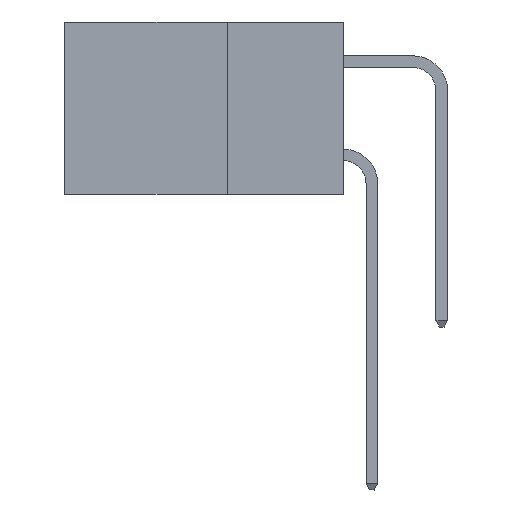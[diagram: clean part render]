
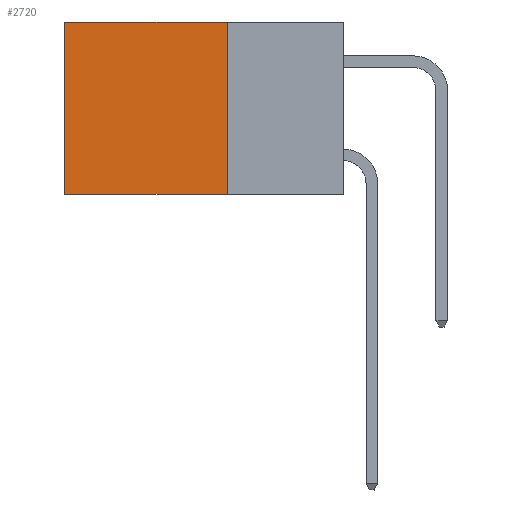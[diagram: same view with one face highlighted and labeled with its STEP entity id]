
A CAD part, left-side view. The second image highlights one B-rep face of the part: STEP entity #2720.
In plain terms, the highlighted planar face has unit normal (-1, 0, 0).
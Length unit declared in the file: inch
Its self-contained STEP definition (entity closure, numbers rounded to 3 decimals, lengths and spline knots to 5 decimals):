
#176 = ORIENTED_EDGE ( 'NONE', *, *, #2310, .T. ) ;
#1610 = EDGE_CURVE ( 'NONE', #11616, #19983, #17472, .T. ) ;
#2310 = EDGE_CURVE ( 'NONE', #14363, #4544, #3621, .T. ) ;
#2320 = DIRECTION ( 'NONE',  ( 0., 0., -1. ) ) ;
#2720 = ADVANCED_FACE ( 'NONE', ( #18261 ), #5776, .F. ) ;
#3621 = LINE ( 'NONE', #18117, #8033 ) ;
#4544 = VERTEX_POINT ( 'NONE', #10551 ) ;
#5412 = CARTESIAN_POINT ( 'NONE',  ( 0.2615, 0.25, 0. ) ) ;
#5470 = DIRECTION ( 'NONE',  ( 0., 0., -1. ) ) ;
#5504 = DIRECTION ( 'NONE',  ( 1., 0., 0. ) ) ;
#5776 = PLANE ( 'NONE',  #17072 ) ;
#6477 = ORIENTED_EDGE ( 'NONE', *, *, #1610, .F. ) ;
#6556 = CARTESIAN_POINT ( 'NONE',  ( 0.2615, 0.25, -0.37 ) ) ;
#8033 = VECTOR ( 'NONE', #18043, 39.37008 ) ;
#8125 = EDGE_CURVE ( 'NONE', #4544, #19983, #9192, .T. ) ;
#9192 = LINE ( 'NONE', #15285, #22432 ) ;
#9714 = ORIENTED_EDGE ( 'NONE', *, *, #8125, .T. ) ;
#10227 = CARTESIAN_POINT ( 'NONE',  ( 0.2615, 0.25, -0.37 ) ) ;
#10551 = CARTESIAN_POINT ( 'NONE',  ( 0.2615, 0.6, 0. ) ) ;
#11616 = VERTEX_POINT ( 'NONE', #12918 ) ;
#12918 = CARTESIAN_POINT ( 'NONE',  ( 0.2615, 0.25, -0.37 ) ) ;
#14363 = VERTEX_POINT ( 'NONE', #5412 ) ;
#15285 = CARTESIAN_POINT ( 'NONE',  ( 0.2615, 0.6, -0.37 ) ) ;
#15411 = DIRECTION ( 'NONE',  ( 0., 0., -1. ) ) ;
#16925 = VECTOR ( 'NONE', #20065, 39.37008 ) ;
#17072 = AXIS2_PLACEMENT_3D ( 'NONE', #6556, #5504, #5470 ) ;
#17123 = ORIENTED_EDGE ( 'NONE', *, *, #21152, .F. ) ;
#17472 = LINE ( 'NONE', #10227, #16925 ) ;
#18043 = DIRECTION ( 'NONE',  ( 0., 1., 0. ) ) ;
#18117 = CARTESIAN_POINT ( 'NONE',  ( 0.2615, 0.25, 0. ) ) ;
#18261 = FACE_OUTER_BOUND ( 'NONE', #22807, .T. ) ;
#19016 = CARTESIAN_POINT ( 'NONE',  ( 0.2615, 0.25, -0.37 ) ) ;
#19983 = VERTEX_POINT ( 'NONE', #20982 ) ;
#20065 = DIRECTION ( 'NONE',  ( 0., 1., 0. ) ) ;
#20982 = CARTESIAN_POINT ( 'NONE',  ( 0.2615, 0.6, -0.37 ) ) ;
#21152 = EDGE_CURVE ( 'NONE', #14363, #11616, #22793, .T. ) ;
#22258 = VECTOR ( 'NONE', #15411, 39.37008 ) ;
#22432 = VECTOR ( 'NONE', #2320, 39.37008 ) ;
#22793 = LINE ( 'NONE', #19016, #22258 ) ;
#22807 = EDGE_LOOP ( 'NONE', ( #9714, #6477, #17123, #176 ) ) ;
